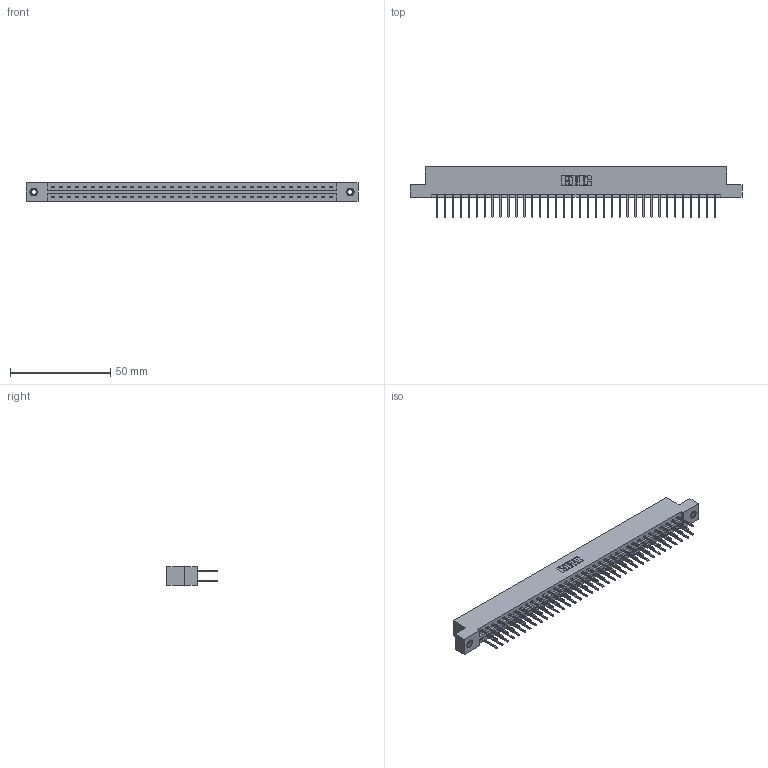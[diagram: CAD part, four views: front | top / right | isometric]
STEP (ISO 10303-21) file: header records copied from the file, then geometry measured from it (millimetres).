
FILE_DESCRIPTION (( 'STEP AP203' ), '1' );
FILE_NAME ('387-072-523-207.STEP', '2019-10-21T23:37:58', ( '' ), ( '' ), 'SwSTEP 2.0', 'SolidWorks 2016', '' );
FILE_SCHEMA (( 'CONFIG_CONTROL_DESIGN' ));
Length unit declared in the file: inch
Products named in the file (4): 345-250-001_345-250-005-103; 337 Part_Flush Mounting Lugs - 0.156 Dia-TI; 387-072-523-207; 345-292-001_345-293-123
Assembly tree (75 placements, depth 2):
  387-072-523-207
    337 Part_Flush Mounting Lugs - 0.156 Dia-TI
    345-292-001_345-293-123  x72
    345-250-001_345-250-005-103  x2
Bounding box: 165.66 x 25.15 x 9.4 mm (x, y, z)
Volume: 17512.7 mm3; surface area: 20477.1 mm2
Topology: 75 solids, 75 shells, 4062 faces, 12039 edges, 7922 vertices
Faces by surface type: plane 2838, cylinder 1208, cone 12, torus 4
Entity records: 29892 total; most frequent: CARTESIAN_POINT 5021, ORIENTED_EDGE 4950, DIRECTION 4313, EDGE_CURVE 2475, LINE 2327, VECTOR 2327, VERTEX_POINT 1644, AXIS2_PLACEMENT_3D 993
